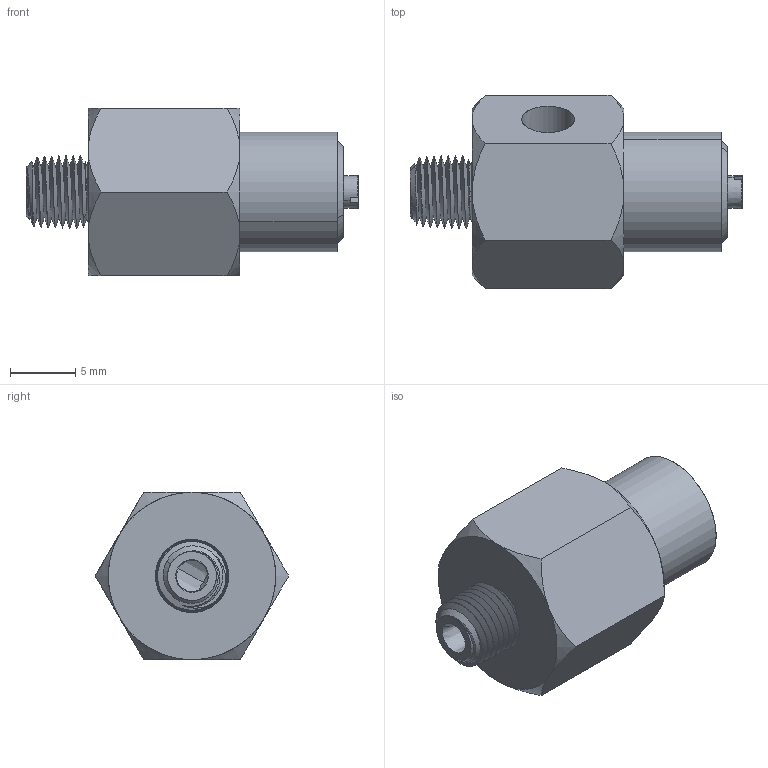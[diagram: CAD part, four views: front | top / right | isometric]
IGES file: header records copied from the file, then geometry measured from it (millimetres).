
Start section: SolidWorks IGES file using analytic representation for surfaces
Global section: file name: E-N-180043.IGS; native system: SolidWorks 2017; preprocessor: SolidWorks 2017; author: WTsang; date: 180219.114737; units: millimetre
Bounding box: 25.4 x 14.79 x 12.81 mm (x, y, z)
Surface area: 1367.6 mm2 (no closed solid volume)
Topology: 0 solids, 0 shells, 59 faces, 943 edges, 939 vertices
Faces by surface type: revolution 42, bspline 17
